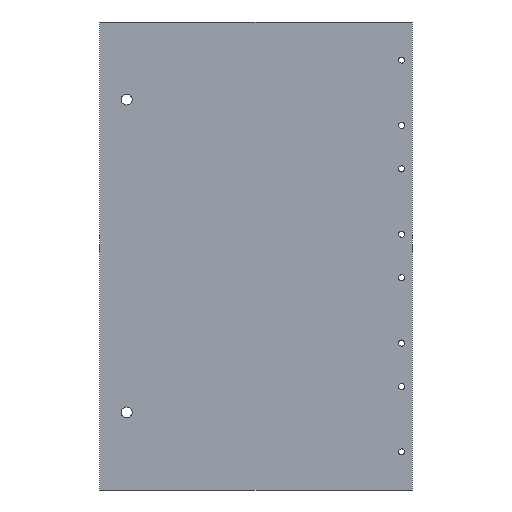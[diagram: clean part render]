
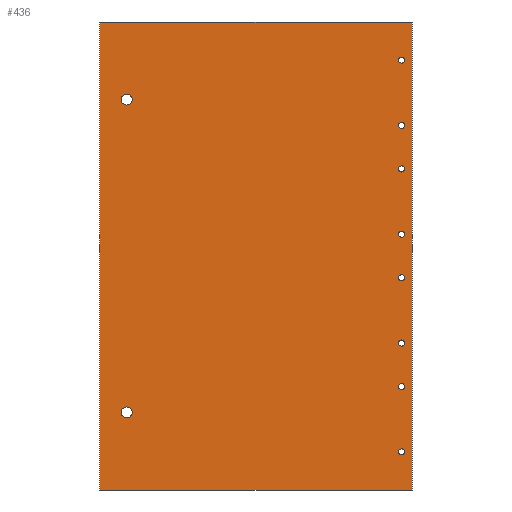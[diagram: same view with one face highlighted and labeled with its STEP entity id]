
A CAD part, front view. The second image highlights one B-rep face of the part: STEP entity #436.
In plain terms, the highlighted planar face has unit normal (0, -1, 0).
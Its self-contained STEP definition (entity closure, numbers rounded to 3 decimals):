
#25=FACE_BOUND('',#83,.T.);
#26=FACE_BOUND('',#84,.T.);
#27=FACE_BOUND('',#85,.T.);
#28=FACE_BOUND('',#86,.T.);
#29=FACE_BOUND('',#87,.T.);
#30=FACE_BOUND('',#88,.T.);
#31=FACE_BOUND('',#89,.T.);
#32=FACE_BOUND('',#90,.T.);
#33=FACE_BOUND('',#91,.T.);
#34=FACE_BOUND('',#92,.T.);
#40=PLANE('',#506);
#56=FACE_OUTER_BOUND('',#82,.T.);
#82=EDGE_LOOP('',(#387,#388,#389,#390));
#83=EDGE_LOOP('',(#391,#392));
#84=EDGE_LOOP('',(#393,#394));
#85=EDGE_LOOP('',(#395,#396));
#86=EDGE_LOOP('',(#397,#398));
#87=EDGE_LOOP('',(#399,#400));
#88=EDGE_LOOP('',(#401,#402));
#89=EDGE_LOOP('',(#403,#404));
#90=EDGE_LOOP('',(#405,#406));
#91=EDGE_LOOP('',(#407,#408));
#92=EDGE_LOOP('',(#409,#410));
#105=LINE('',#751,#127);
#108=LINE('',#757,#130);
#111=LINE('',#763,#133);
#114=LINE('',#767,#136);
#127=VECTOR('',#623,10.);
#130=VECTOR('',#628,10.);
#133=VECTOR('',#633,10.);
#136=VECTOR('',#638,10.);
#139=CIRCLE('',#454,1.131);
#140=CIRCLE('',#455,1.131);
#143=CIRCLE('',#459,1.131);
#144=CIRCLE('',#460,1.131);
#147=CIRCLE('',#464,1.131);
#148=CIRCLE('',#465,1.131);
#151=CIRCLE('',#469,1.131);
#152=CIRCLE('',#470,1.131);
#155=CIRCLE('',#474,1.131);
#156=CIRCLE('',#475,1.131);
#159=CIRCLE('',#479,1.131);
#160=CIRCLE('',#480,1.131);
#163=CIRCLE('',#484,1.131);
#164=CIRCLE('',#485,1.131);
#167=CIRCLE('',#489,1.131);
#168=CIRCLE('',#490,1.131);
#171=CIRCLE('',#494,2.019);
#172=CIRCLE('',#495,2.019);
#175=CIRCLE('',#499,2.019);
#176=CIRCLE('',#500,2.019);
#179=VERTEX_POINT('',#649);
#180=VERTEX_POINT('',#651);
#183=VERTEX_POINT('',#659);
#184=VERTEX_POINT('',#661);
#187=VERTEX_POINT('',#669);
#188=VERTEX_POINT('',#671);
#191=VERTEX_POINT('',#679);
#192=VERTEX_POINT('',#681);
#195=VERTEX_POINT('',#689);
#196=VERTEX_POINT('',#691);
#199=VERTEX_POINT('',#699);
#200=VERTEX_POINT('',#701);
#203=VERTEX_POINT('',#709);
#204=VERTEX_POINT('',#711);
#207=VERTEX_POINT('',#719);
#208=VERTEX_POINT('',#721);
#211=VERTEX_POINT('',#729);
#212=VERTEX_POINT('',#731);
#215=VERTEX_POINT('',#739);
#216=VERTEX_POINT('',#741);
#219=VERTEX_POINT('',#748);
#220=VERTEX_POINT('',#750);
#222=VERTEX_POINT('',#756);
#224=VERTEX_POINT('',#762);
#228=EDGE_CURVE('',#180,#179,#139,.T.);
#229=EDGE_CURVE('',#179,#180,#140,.T.);
#233=EDGE_CURVE('',#184,#183,#143,.T.);
#234=EDGE_CURVE('',#183,#184,#144,.T.);
#238=EDGE_CURVE('',#188,#187,#147,.T.);
#239=EDGE_CURVE('',#187,#188,#148,.T.);
#243=EDGE_CURVE('',#192,#191,#151,.T.);
#244=EDGE_CURVE('',#191,#192,#152,.T.);
#248=EDGE_CURVE('',#196,#195,#155,.T.);
#249=EDGE_CURVE('',#195,#196,#156,.T.);
#253=EDGE_CURVE('',#200,#199,#159,.T.);
#254=EDGE_CURVE('',#199,#200,#160,.T.);
#258=EDGE_CURVE('',#204,#203,#163,.T.);
#259=EDGE_CURVE('',#203,#204,#164,.T.);
#263=EDGE_CURVE('',#208,#207,#167,.T.);
#264=EDGE_CURVE('',#207,#208,#168,.T.);
#268=EDGE_CURVE('',#212,#211,#171,.T.);
#269=EDGE_CURVE('',#211,#212,#172,.T.);
#273=EDGE_CURVE('',#216,#215,#175,.T.);
#274=EDGE_CURVE('',#215,#216,#176,.T.);
#277=EDGE_CURVE('',#220,#219,#105,.T.);
#280=EDGE_CURVE('',#222,#220,#108,.T.);
#283=EDGE_CURVE('',#224,#222,#111,.T.);
#286=EDGE_CURVE('',#219,#224,#114,.T.);
#387=ORIENTED_EDGE('',*,*,#286,.T.);
#388=ORIENTED_EDGE('',*,*,#283,.T.);
#389=ORIENTED_EDGE('',*,*,#280,.T.);
#390=ORIENTED_EDGE('',*,*,#277,.T.);
#391=ORIENTED_EDGE('',*,*,#228,.T.);
#392=ORIENTED_EDGE('',*,*,#229,.T.);
#393=ORIENTED_EDGE('',*,*,#233,.T.);
#394=ORIENTED_EDGE('',*,*,#234,.T.);
#395=ORIENTED_EDGE('',*,*,#238,.T.);
#396=ORIENTED_EDGE('',*,*,#239,.T.);
#397=ORIENTED_EDGE('',*,*,#243,.T.);
#398=ORIENTED_EDGE('',*,*,#244,.T.);
#399=ORIENTED_EDGE('',*,*,#248,.T.);
#400=ORIENTED_EDGE('',*,*,#249,.T.);
#401=ORIENTED_EDGE('',*,*,#253,.T.);
#402=ORIENTED_EDGE('',*,*,#254,.T.);
#403=ORIENTED_EDGE('',*,*,#258,.T.);
#404=ORIENTED_EDGE('',*,*,#259,.T.);
#405=ORIENTED_EDGE('',*,*,#263,.T.);
#406=ORIENTED_EDGE('',*,*,#264,.T.);
#407=ORIENTED_EDGE('',*,*,#268,.T.);
#408=ORIENTED_EDGE('',*,*,#269,.T.);
#409=ORIENTED_EDGE('',*,*,#273,.T.);
#410=ORIENTED_EDGE('',*,*,#274,.T.);
#436=ADVANCED_FACE('',(#56,#25,#26,#27,#28,#29,#30,#31,#32,#33,#34),#40,
 .T.);
#454=AXIS2_PLACEMENT_3D('',#652,#516,#517);
#455=AXIS2_PLACEMENT_3D('',#653,#518,#519);
#459=AXIS2_PLACEMENT_3D('',#662,#527,#528);
#460=AXIS2_PLACEMENT_3D('',#663,#529,#530);
#464=AXIS2_PLACEMENT_3D('',#672,#538,#539);
#465=AXIS2_PLACEMENT_3D('',#673,#540,#541);
#469=AXIS2_PLACEMENT_3D('',#682,#549,#550);
#470=AXIS2_PLACEMENT_3D('',#683,#551,#552);
#474=AXIS2_PLACEMENT_3D('',#692,#560,#561);
#475=AXIS2_PLACEMENT_3D('',#693,#562,#563);
#479=AXIS2_PLACEMENT_3D('',#702,#571,#572);
#480=AXIS2_PLACEMENT_3D('',#703,#573,#574);
#484=AXIS2_PLACEMENT_3D('',#712,#582,#583);
#485=AXIS2_PLACEMENT_3D('',#713,#584,#585);
#489=AXIS2_PLACEMENT_3D('',#722,#593,#594);
#490=AXIS2_PLACEMENT_3D('',#723,#595,#596);
#494=AXIS2_PLACEMENT_3D('',#732,#604,#605);
#495=AXIS2_PLACEMENT_3D('',#733,#606,#607);
#499=AXIS2_PLACEMENT_3D('',#742,#615,#616);
#500=AXIS2_PLACEMENT_3D('',#743,#617,#618);
#506=AXIS2_PLACEMENT_3D('',#769,#641,#642);
#516=DIRECTION('center_axis',(0.,1.,0.));
#517=DIRECTION('ref_axis',(0.,0.,1.));
#518=DIRECTION('center_axis',(0.,1.,0.));
#519=DIRECTION('ref_axis',(0.,0.,1.));
#527=DIRECTION('center_axis',(0.,1.,0.));
#528=DIRECTION('ref_axis',(0.,0.,1.));
#529=DIRECTION('center_axis',(0.,1.,0.));
#530=DIRECTION('ref_axis',(0.,0.,1.));
#538=DIRECTION('center_axis',(0.,1.,0.));
#539=DIRECTION('ref_axis',(0.,0.,1.));
#540=DIRECTION('center_axis',(0.,1.,0.));
#541=DIRECTION('ref_axis',(0.,0.,1.));
#549=DIRECTION('center_axis',(0.,1.,0.));
#550=DIRECTION('ref_axis',(0.,0.,1.));
#551=DIRECTION('center_axis',(0.,1.,0.));
#552=DIRECTION('ref_axis',(0.,0.,1.));
#560=DIRECTION('center_axis',(0.,1.,0.));
#561=DIRECTION('ref_axis',(0.,0.,1.));
#562=DIRECTION('center_axis',(0.,1.,0.));
#563=DIRECTION('ref_axis',(0.,0.,1.));
#571=DIRECTION('center_axis',(0.,1.,0.));
#572=DIRECTION('ref_axis',(0.,0.,1.));
#573=DIRECTION('center_axis',(0.,1.,0.));
#574=DIRECTION('ref_axis',(0.,0.,1.));
#582=DIRECTION('center_axis',(0.,1.,0.));
#583=DIRECTION('ref_axis',(0.,0.,1.));
#584=DIRECTION('center_axis',(0.,1.,0.));
#585=DIRECTION('ref_axis',(0.,0.,1.));
#593=DIRECTION('center_axis',(0.,1.,0.));
#594=DIRECTION('ref_axis',(0.,0.,1.));
#595=DIRECTION('center_axis',(0.,1.,0.));
#596=DIRECTION('ref_axis',(0.,0.,1.));
#604=DIRECTION('center_axis',(0.,1.,0.));
#605=DIRECTION('ref_axis',(0.,0.,1.));
#606=DIRECTION('center_axis',(0.,1.,0.));
#607=DIRECTION('ref_axis',(0.,0.,1.));
#615=DIRECTION('center_axis',(0.,1.,0.));
#616=DIRECTION('ref_axis',(0.,0.,1.));
#617=DIRECTION('center_axis',(0.,1.,0.));
#618=DIRECTION('ref_axis',(0.,0.,1.));
#623=DIRECTION('',(0.,0.,1.));
#628=DIRECTION('',(1.,0.,0.));
#633=DIRECTION('',(0.,0.,-1.));
#638=DIRECTION('',(-1.,0.,0.));
#641=DIRECTION('center_axis',(0.,-1.,0.));
#642=DIRECTION('ref_axis',(0.,0.,-1.));
#649=CARTESIAN_POINT('',(104.913,-6.35,179.822));
#651=CARTESIAN_POINT('',(104.913,-6.35,182.083));
#652=CARTESIAN_POINT('Origin',(104.913,-6.35,180.952));
#653=CARTESIAN_POINT('Origin',(104.913,-6.35,180.952));
#659=CARTESIAN_POINT('',(104.913,-6.35,139.822));
#661=CARTESIAN_POINT('',(104.913,-6.35,142.083));
#662=CARTESIAN_POINT('Origin',(104.913,-6.35,140.952));
#663=CARTESIAN_POINT('Origin',(104.913,-6.35,140.952));
#669=CARTESIAN_POINT('',(104.913,-6.35,99.822));
#671=CARTESIAN_POINT('',(104.913,-6.35,102.083));
#672=CARTESIAN_POINT('Origin',(104.913,-6.35,100.952));
#673=CARTESIAN_POINT('Origin',(104.913,-6.35,100.952));
#679=CARTESIAN_POINT('',(104.913,-6.35,59.822));
#681=CARTESIAN_POINT('',(104.913,-6.35,62.083));
#682=CARTESIAN_POINT('Origin',(104.913,-6.35,60.952));
#683=CARTESIAN_POINT('Origin',(104.913,-6.35,60.952));
#689=CARTESIAN_POINT('',(104.913,-6.35,83.822));
#691=CARTESIAN_POINT('',(104.913,-6.35,86.083));
#692=CARTESIAN_POINT('Origin',(104.913,-6.35,84.952));
#693=CARTESIAN_POINT('Origin',(104.913,-6.35,84.952));
#699=CARTESIAN_POINT('',(104.913,-6.35,123.822));
#701=CARTESIAN_POINT('',(104.913,-6.35,126.083));
#702=CARTESIAN_POINT('Origin',(104.913,-6.35,124.952));
#703=CARTESIAN_POINT('Origin',(104.913,-6.35,124.952));
#709=CARTESIAN_POINT('',(104.913,-6.35,163.822));
#711=CARTESIAN_POINT('',(104.913,-6.35,166.083));
#712=CARTESIAN_POINT('Origin',(104.913,-6.35,164.952));
#713=CARTESIAN_POINT('Origin',(104.913,-6.35,164.952));
#719=CARTESIAN_POINT('',(104.913,-6.35,203.822));
#721=CARTESIAN_POINT('',(104.913,-6.35,206.083));
#722=CARTESIAN_POINT('Origin',(104.913,-6.35,204.952));
#723=CARTESIAN_POINT('Origin',(104.913,-6.35,204.952));
#729=CARTESIAN_POINT('',(3.913,-6.35,73.433));
#731=CARTESIAN_POINT('',(3.913,-6.35,77.471));
#732=CARTESIAN_POINT('Origin',(3.913,-6.35,75.452));
#733=CARTESIAN_POINT('Origin',(3.913,-6.35,75.452));
#739=CARTESIAN_POINT('',(3.913,-6.35,188.433));
#741=CARTESIAN_POINT('',(3.913,-6.35,192.471));
#742=CARTESIAN_POINT('Origin',(3.913,-6.35,190.452));
#743=CARTESIAN_POINT('Origin',(3.913,-6.35,190.452));
#748=CARTESIAN_POINT('',(108.913,-6.35,218.952));
#750=CARTESIAN_POINT('',(108.913,-6.35,46.952));
#751=CARTESIAN_POINT('',(108.913,-6.35,46.952));
#756=CARTESIAN_POINT('',(-6.087,-6.35,46.952));
#757=CARTESIAN_POINT('',(-6.087,-6.35,46.952));
#762=CARTESIAN_POINT('',(-6.087,-6.35,218.952));
#763=CARTESIAN_POINT('',(-6.087,-6.35,218.952));
#767=CARTESIAN_POINT('',(108.913,-6.35,218.952));
#769=CARTESIAN_POINT('Origin',(51.413,-6.35,132.952));
